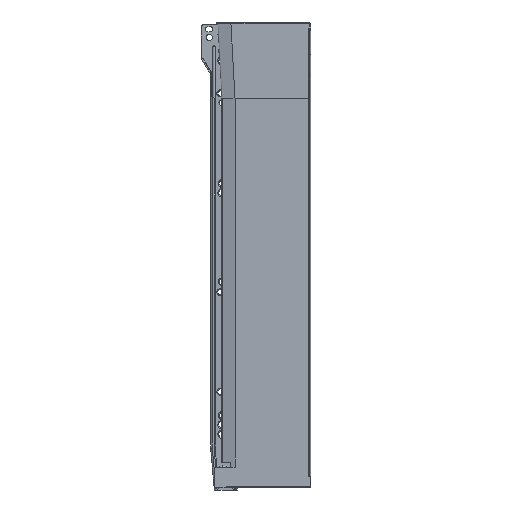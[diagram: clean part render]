
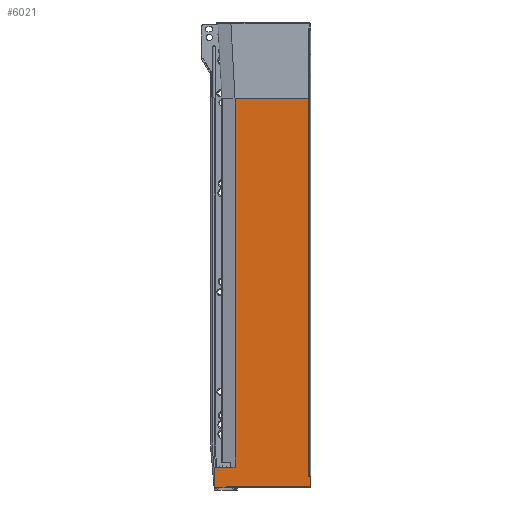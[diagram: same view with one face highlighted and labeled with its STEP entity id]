
A CAD part, left-side view. The second image highlights one B-rep face of the part: STEP entity #6021.
In plain terms, the highlighted planar face has unit normal (-1, 0, 0).
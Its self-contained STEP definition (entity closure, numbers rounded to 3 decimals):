
#96 = LINE ( 'NONE', #8882, #1438 ) ;
#144 = ORIENTED_EDGE ( 'NONE', *, *, #1308, .F. ) ;
#266 = ORIENTED_EDGE ( 'NONE', *, *, #3316, .F. ) ;
#383 = ORIENTED_EDGE ( 'NONE', *, *, #5295, .T. ) ;
#732 = VERTEX_POINT ( 'NONE', #8642 ) ;
#858 = LINE ( 'NONE', #9527, #4104 ) ;
#1308 = EDGE_CURVE ( 'NONE', #6215, #732, #1705, .T. ) ;
#1396 = VECTOR ( 'NONE', #7494, 1000. ) ;
#1438 = VECTOR ( 'NONE', #8774, 1000. ) ;
#1445 = CARTESIAN_POINT ( 'NONE',  ( -14.887, -0.837, -437. ) ) ;
#1681 = ORIENTED_EDGE ( 'NONE', *, *, #3547, .T. ) ;
#1705 = LINE ( 'NONE', #7348, #1745 ) ;
#1745 = VECTOR ( 'NONE', #1757, 1000. ) ;
#1757 = DIRECTION ( 'NONE',  ( 0., 1., 0. ) ) ;
#2218 = CARTESIAN_POINT ( 'NONE',  ( -14.887, 90.645, -448. ) ) ;
#2330 = CARTESIAN_POINT ( 'NONE',  ( -14.887, 70.9, -428. ) ) ;
#2354 = VERTEX_POINT ( 'NONE', #9980 ) ;
#2408 = EDGE_CURVE ( 'NONE', #3756, #5635, #3385, .T. ) ;
#2449 = VERTEX_POINT ( 'NONE', #10218 ) ;
#2620 = VECTOR ( 'NONE', #5565, 1000. ) ;
#2628 = CARTESIAN_POINT ( 'NONE',  ( -14.887, -0.837, -72. ) ) ;
#2658 = ORIENTED_EDGE ( 'NONE', *, *, #8925, .T. ) ;
#2753 = CARTESIAN_POINT ( 'NONE',  ( -14.887, 70.9, -448. ) ) ;
#2768 = CARTESIAN_POINT ( 'NONE',  ( -14.887, 70.9, -448. ) ) ;
#2897 = ORIENTED_EDGE ( 'NONE', *, *, #8277, .F. ) ;
#3016 = EDGE_CURVE ( 'NONE', #3855, #10330, #858, .T. ) ;
#3187 = ORIENTED_EDGE ( 'NONE', *, *, #2408, .T. ) ;
#3316 = EDGE_CURVE ( 'NONE', #2449, #6632, #9055, .T. ) ;
#3385 = LINE ( 'NONE', #2753, #8257 ) ;
#3438 = ORIENTED_EDGE ( 'NONE', *, *, #3016, .T. ) ;
#3547 = EDGE_CURVE ( 'NONE', #10330, #6632, #96, .T. ) ;
#3756 = VERTEX_POINT ( 'NONE', #2218 ) ;
#3855 = VERTEX_POINT ( 'NONE', #1445 ) ;
#3979 = DIRECTION ( 'NONE',  ( 0., 0., 1. ) ) ;
#4013 = PLANE ( 'NONE',  #9346 ) ;
#4104 = VECTOR ( 'NONE', #3979, 1000. ) ;
#4303 = CARTESIAN_POINT ( 'NONE',  ( -14.887, -2.091, -448. ) ) ;
#4554 = EDGE_CURVE ( 'NONE', #8796, #6215, #4929, .T. ) ;
#4891 = VECTOR ( 'NONE', #7043, 1000. ) ;
#4929 = LINE ( 'NONE', #4303, #1396 ) ;
#5270 = ORIENTED_EDGE ( 'NONE', *, *, #4554, .F. ) ;
#5295 = EDGE_CURVE ( 'NONE', #8796, #3855, #5452, .T. ) ;
#5429 = EDGE_CURVE ( 'NONE', #732, #5635, #9905, .T. ) ;
#5452 = LINE ( 'NONE', #6456, #6087 ) ;
#5523 = CARTESIAN_POINT ( 'NONE',  ( -14.887, -0.837, -448. ) ) ;
#5565 = DIRECTION ( 'NONE',  ( 0., -1., 0. ) ) ;
#5635 = VERTEX_POINT ( 'NONE', #8006 ) ;
#5810 = DIRECTION ( 'NONE',  ( 0., 0., 1. ) ) ;
#5946 = DIRECTION ( 'NONE',  ( 0., -1., 0. ) ) ;
#6021 = ADVANCED_FACE ( 'NONE', ( #9403 ), #4013, .T. ) ;
#6087 = VECTOR ( 'NONE', #9645, 1000. ) ;
#6215 = VERTEX_POINT ( 'NONE', #7420 ) ;
#6261 = VECTOR ( 'NONE', #5810, 1000. ) ;
#6422 = DIRECTION ( 'NONE',  ( 0., 0., -1. ) ) ;
#6456 = CARTESIAN_POINT ( 'NONE',  ( -14.887, -378., -437. ) ) ;
#6614 = CARTESIAN_POINT ( 'NONE',  ( -14.887, 79.5, -448. ) ) ;
#6632 = VERTEX_POINT ( 'NONE', #6714 ) ;
#6714 = CARTESIAN_POINT ( 'NONE',  ( -14.887, 70.9, -72. ) ) ;
#7043 = DIRECTION ( 'NONE',  ( 0., 0., -1. ) ) ;
#7095 = CARTESIAN_POINT ( 'NONE',  ( -14.887, -2.091, -437. ) ) ;
#7252 = LINE ( 'NONE', #2330, #2620 ) ;
#7348 = CARTESIAN_POINT ( 'NONE',  ( -14.887, -2.091, -446.9 ) ) ;
#7420 = CARTESIAN_POINT ( 'NONE',  ( -14.887, -2.091, -446.9 ) ) ;
#7494 = DIRECTION ( 'NONE',  ( 0., 0., -1. ) ) ;
#7742 = EDGE_LOOP ( 'NONE', ( #144, #5270, #383, #3438, #1681, #266, #2897, #2658, #3187, #9732 ) ) ;
#8006 = CARTESIAN_POINT ( 'NONE',  ( -14.887, 79.5, -448. ) ) ;
#8257 = VECTOR ( 'NONE', #5946, 1000. ) ;
#8277 = EDGE_CURVE ( 'NONE', #2354, #2449, #7252, .T. ) ;
#8603 = VECTOR ( 'NONE', #9020, 1000. ) ;
#8642 = CARTESIAN_POINT ( 'NONE',  ( -14.887, 79.5, -446.9 ) ) ;
#8679 = CARTESIAN_POINT ( 'NONE',  ( -14.887, 90.645, -428. ) ) ;
#8728 = DIRECTION ( 'NONE',  ( -1., 0., 0. ) ) ;
#8774 = DIRECTION ( 'NONE',  ( 0., 1., 0. ) ) ;
#8796 = VERTEX_POINT ( 'NONE', #7095 ) ;
#8882 = CARTESIAN_POINT ( 'NONE',  ( -14.887, -0.837, -72. ) ) ;
#8925 = EDGE_CURVE ( 'NONE', #2354, #3756, #10153, .T. ) ;
#9020 = DIRECTION ( 'NONE',  ( 0., 0., -1. ) ) ;
#9055 = LINE ( 'NONE', #2768, #6261 ) ;
#9346 = AXIS2_PLACEMENT_3D ( 'NONE', #5523, #8728, #6422 ) ;
#9403 = FACE_OUTER_BOUND ( 'NONE', #7742, .T. ) ;
#9527 = CARTESIAN_POINT ( 'NONE',  ( -14.887, -0.837, -448. ) ) ;
#9645 = DIRECTION ( 'NONE',  ( 0., 1., 0. ) ) ;
#9732 = ORIENTED_EDGE ( 'NONE', *, *, #5429, .F. ) ;
#9905 = LINE ( 'NONE', #6614, #8603 ) ;
#9980 = CARTESIAN_POINT ( 'NONE',  ( -14.887, 90.645, -428. ) ) ;
#10153 = LINE ( 'NONE', #8679, #4891 ) ;
#10218 = CARTESIAN_POINT ( 'NONE',  ( -14.887, 70.9, -428. ) ) ;
#10330 = VERTEX_POINT ( 'NONE', #2628 ) ;
